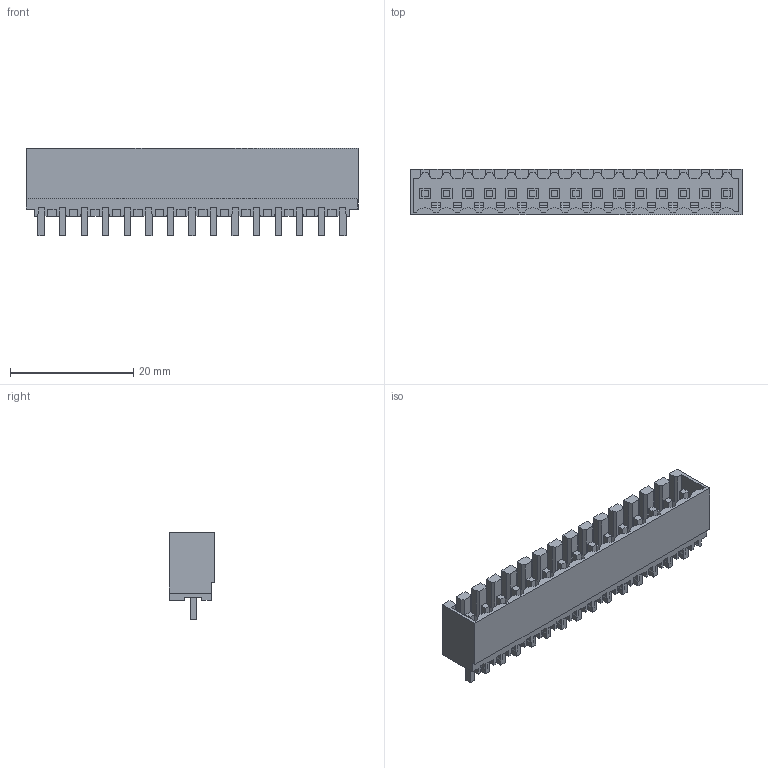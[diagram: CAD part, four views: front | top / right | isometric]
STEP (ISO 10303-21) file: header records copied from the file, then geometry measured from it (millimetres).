
FILE_DESCRIPTION(('CATIA V5 STEP Exchange','CAx-IF Rec.Pracs.--- Model Styling and Organization---1.2---2011-12-15'),'2;1');
FILE_NAME ('D1453184_0_1604600000_1604600000.stp','2018-03-12T09:27:01+00:00',('none'),('Weidmueller'),'CATIA Version 5-6 Release 2014','CATIA V5 STEP AP214','none');
FILE_SCHEMA(('AUTOMOTIVE_DESIGN { 1 0 10303 214 1 1 1 1 }'));
Length unit declared in the file: millimetre
Products named in the file (1): 1604600000
Bounding box: 53.9 x 7.45 x 14.25 mm (x, y, z)
Volume: 1751.5 mm3; surface area: 4915.6 mm2
Topology: 16 solids, 16 shells, 891 faces, 2626 edges, 1796 vertices
Faces by surface type: plane 876, cylinder 15
Entity records: 28023 total; most frequent: ORIENTED_EDGE 5252, CARTESIAN_POINT 4898, DIRECTION 3576, EDGE_CURVE 2626, VECTOR 2596, LINE 2596, VERTEX_POINT 1796, EDGE_LOOP 950
